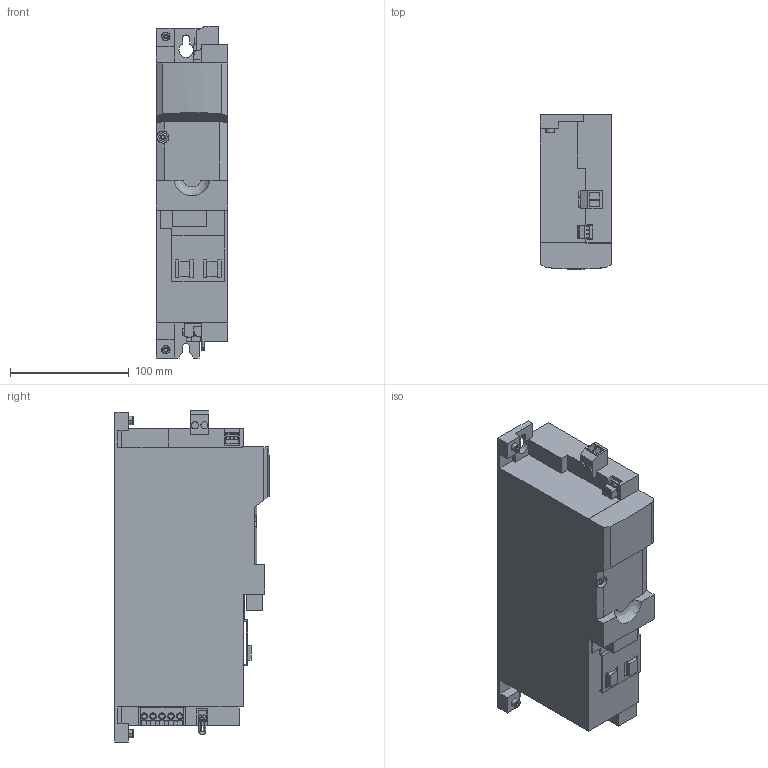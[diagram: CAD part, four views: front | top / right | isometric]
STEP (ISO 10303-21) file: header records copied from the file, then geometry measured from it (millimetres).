
FILE_DESCRIPTION(/* description */ (''),/* implementation_level */ '2;1');
FILE_NAME(/* name */ '3d_VLB115A240XX.stp',/* time_stamp */ '2024-01-30T08:51:36+01:00',/* author */ (''),/* organization */ (''),/* preprocessor_version */ 'ST-DEVELOPER v16.7',/* originating_system */ 'SIEMENS PLM Software NX 12.0',/* authorisation */ '');
FILE_SCHEMA (('AUTOMOTIVE_DESIGN { 1 0 10303 214 3 1 1 1 }'));
Length unit declared in the file: millimetre
Products named in the file (1): 3d_VLB115A240XX
Bounding box: 60 x 129.98 x 279.78 mm (x, y, z)
Surface area: 117977.3 mm2 (no closed solid volume)
Topology: 0 solids, 1 shells, 441 faces, 1225 edges, 822 vertices
Faces by surface type: plane 325, cylinder 109, torus 6, bspline 1
Entity records: 14172 total; most frequent: CARTESIAN_POINT 2515, DIRECTION 2428, ORIENTED_EDGE 2340, EDGE_CURVE 1225, LINE 902, VECTOR 902, VERTEX_POINT 821, AXIS2_PLACEMENT_3D 763
